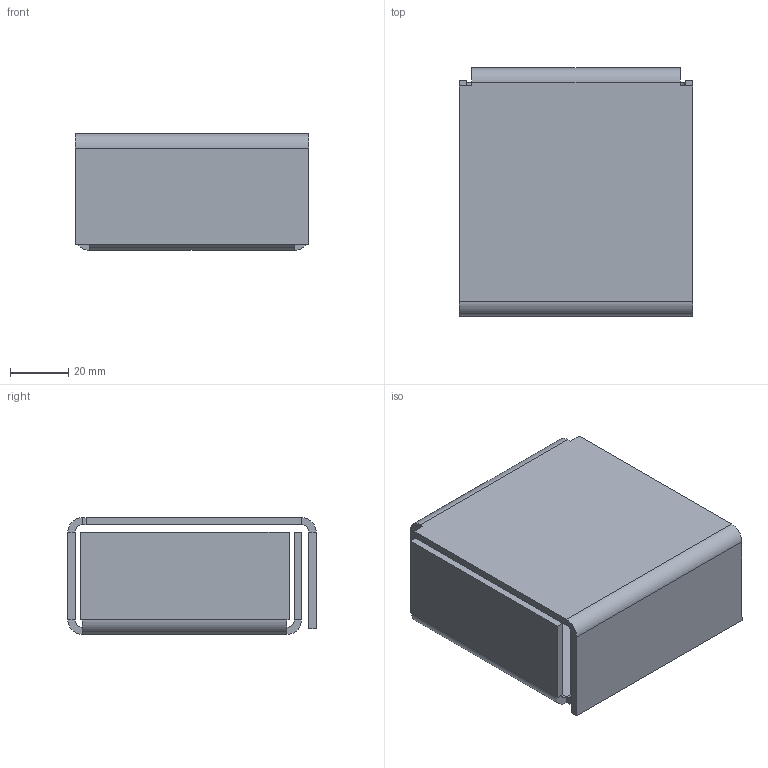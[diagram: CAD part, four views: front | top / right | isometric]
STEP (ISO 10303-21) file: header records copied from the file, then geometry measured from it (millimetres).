
FILE_DESCRIPTION(/* description */ (''),/* implementation_level */ '2;1');
FILE_NAME(/* name */ 'Tut_1 v1.step',/* time_stamp */ '2024-06-26T18:20:40+05:30',/* author */ (''),/* organization */ (''),/* preprocessor_version */ 'ST-DEVELOPER v20',/* originating_system */ 'Autodesk Translation Framework v13.14.0.145',/* authorisation */ '');
FILE_SCHEMA (('AUTOMOTIVE_DESIGN { 1 0 10303 214 3 1 1 }'));
Length unit declared in the file: millimetre
Products named in the file (2): Tut_1; Component1
Assembly tree (1 placements, depth 2):
  Tut_1
    Component1
Bounding box: 80 x 85 x 40 mm (x, y, z)
Volume: 61616.5 mm3; surface area: 51381.9 mm2
Topology: 1 solids, 1 shells, 66 faces, 144 edges, 80 vertices
Faces by surface type: plane 54, cylinder 12
Entity records: 1781 total; most frequent: DIRECTION 306, CARTESIAN_POINT 293, ORIENTED_EDGE 288, EDGE_CURVE 144, LINE 120, VECTOR 120, AXIS2_PLACEMENT_3D 93, VERTEX_POINT 80
